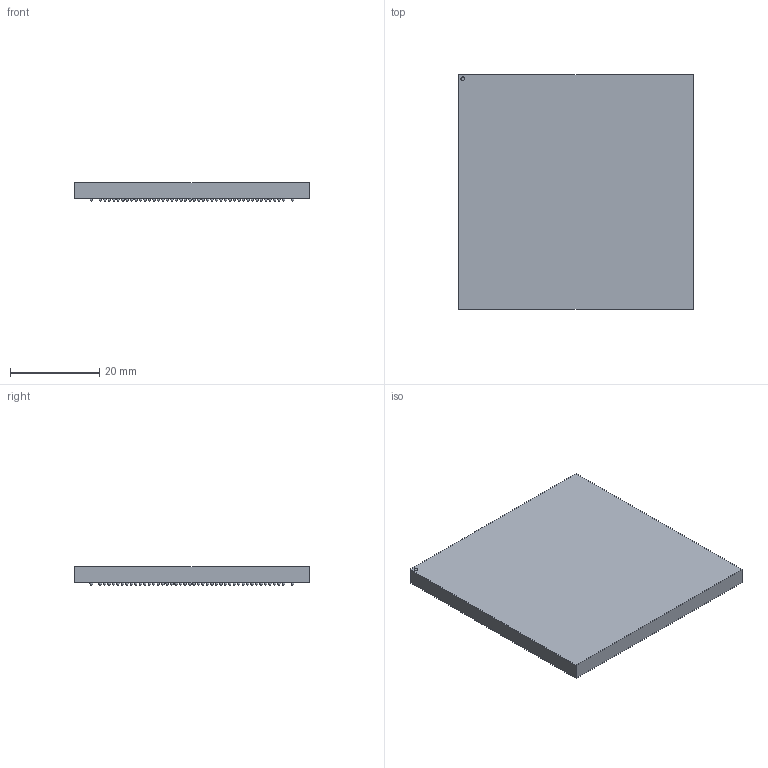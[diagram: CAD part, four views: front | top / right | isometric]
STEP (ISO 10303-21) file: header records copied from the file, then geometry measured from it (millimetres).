
FILE_DESCRIPTION(/* description */ ('model of BGA-2104_52.5x52.5mm_Layout55x55_P1.0mm_Ball0.60mm_Pad0.53mm_NSMD'),/* implementation_level */ '2;1');
FILE_NAME(/* name */ 'BGA-2104_52.5x52.5mm_Layout55x55_P1.0mm_Ball0.60mm_Pad0.53mm_NSMD.step',/* time_stamp */ '2024-03-02T16:13:51',/* author */ ('KiCAD','kicad'),/* organization */ ('OCCT'),/* preprocessor_version */ '',/* originating_system */ 'KiCAD',/* authorisation */ '');
FILE_SCHEMA(('AUTOMOTIVE_DESIGN { 1 0 10303 214 1 1 1 1 }'));
Length unit declared in the file: millimetre
Products named in the file (1): BGA-2104_52.5x52.5mm_Layout55x55_P1.0mm_Ball0.60mm_Pad0.53mm_NSMD
Bounding box: 52.5 x 52.5 x 4.14 mm (x, y, z)
Volume: 9997.7 mm3; surface area: 6412.7 mm2
Topology: 1 solids, 1 shells, 176 faces, 519 edges, 346 vertices
Faces by surface type: sphere 168, plane 7, cylinder 1
Full cylindrical faces by diameter (mm): 0.8 x1
Entity records: 6848 total; most frequent: DIRECTION 1043, CARTESIAN_POINT 874, ORIENTED_EDGE 702, AXIS2_PLACEMENT_3D 515, EDGE_CURVE 351, VERTEX_POINT 346, FACE_BOUND 345, EDGE_LOOP 345
